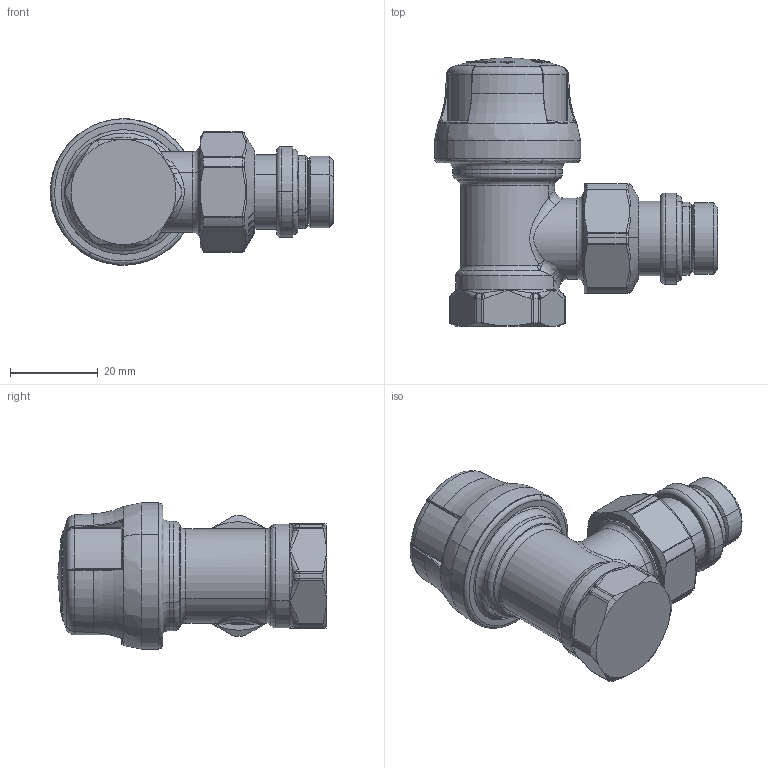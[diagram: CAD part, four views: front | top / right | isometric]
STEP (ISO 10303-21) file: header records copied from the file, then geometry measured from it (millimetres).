
FILE_DESCRIPTION(('CATIA V5 STEP Exchange','CAx-IF Rec.Pracs.--- Model Styling and Organization---1.4--- 2014-01-23','CAx-IF Rec.Pracs.---3D Tessellated Data Validation Properties---0.5---2014-09-14'),'2;1');
FILE_NAME('STEP_230302_-_TST.stp','2020-10-30T15:32:42+00:00',('none'),('none'),'CATIA Version 5-6 Release 2019 SP3','CATIA V5 STEP AP242 v1','none');
FILE_SCHEMA(('AP242_MANAGED_MODEL_BASED_3D_ENGINEERING_MIM_LF {1 0 10303 442 1 1 4}'));
Products named in the file (1): 230302 - TST
Bounding box: 64.69 x 61.3 x 33.39 mm (x, y, z)
Volume: 37222.5 mm3; surface area: 12955.6 mm2
Topology: 1 solids, 3 shells, 1079 faces, 2687 edges, 1579 vertices
Faces by surface type: plane 443, cylinder 226, bspline 223, torus 74, cone 58, sphere 55
Entity records: 42765 total; most frequent: CARTESIAN_POINT 20986, ORIENTED_EDGE 5250, EDGE_CURVE 2625, DIRECTION 2527, VERTEX_POINT 1579, B_SPLINE_CURVE_WITH_KNOTS 1170, AXIS2_PLACEMENT_3D 1125, EDGE_LOOP 1108
